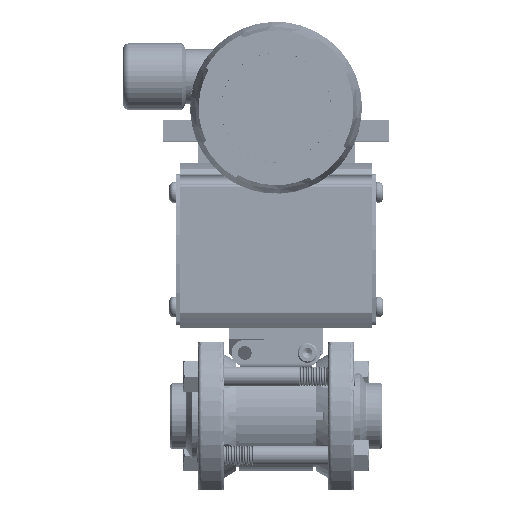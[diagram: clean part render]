
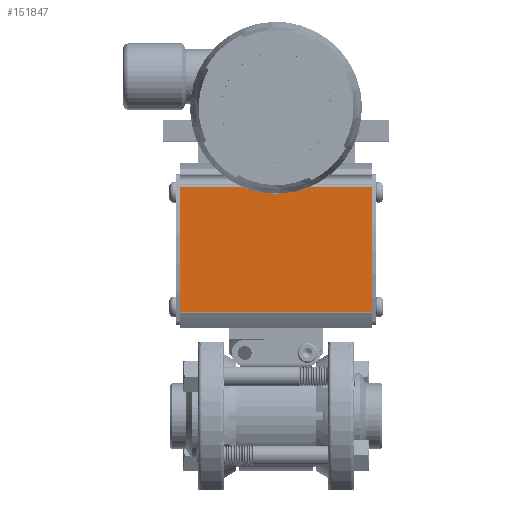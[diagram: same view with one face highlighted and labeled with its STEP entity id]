
A CAD part, top view. The second image highlights one B-rep face of the part: STEP entity #151847.
In plain terms, the highlighted planar face has unit normal (0, 0, 1).
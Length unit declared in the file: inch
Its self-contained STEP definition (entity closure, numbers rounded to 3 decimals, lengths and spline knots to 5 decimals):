
#1717 = AXIS2_PLACEMENT_3D ( 'NONE', #66574, #50604, #166847 ) ;
#12349 = VECTOR ( 'NONE', #105907, 39.37008 ) ;
#14939 = ORIENTED_EDGE ( 'NONE', *, *, #175535, .T. ) ;
#16602 = EDGE_CURVE ( 'NONE', #120306, #195616, #68148, .T. ) ;
#19498 = DIRECTION ( 'NONE',  ( 0., 1., 0. ) ) ;
#20667 = LINE ( 'NONE', #89520, #109148 ) ;
#20781 = DIRECTION ( 'NONE',  ( 1., 0., 0. ) ) ;
#23963 = VECTOR ( 'NONE', #19498, 39.37008 ) ;
#27705 = LINE ( 'NONE', #186392, #199221 ) ;
#45138 = EDGE_CURVE ( 'NONE', #169254, #76552, #20667, .T. ) ;
#50604 = DIRECTION ( 'NONE',  ( 0., 0., -1. ) ) ;
#56066 = DIRECTION ( 'NONE',  ( 0., -1., 0. ) ) ;
#56642 = LINE ( 'NONE', #89183, #12349 ) ;
#66574 = CARTESIAN_POINT ( 'NONE',  ( -5.04033, 3.6544, 1.17 ) ) ;
#68148 = LINE ( 'NONE', #152480, #23963 ) ;
#75625 = CARTESIAN_POINT ( 'NONE',  ( 1.5275, 1.65287, 1.17 ) ) ;
#76552 = VERTEX_POINT ( 'NONE', #75625 ) ;
#76565 = CARTESIAN_POINT ( 'NONE',  ( -1.5275, 3.64713, 1.17 ) ) ;
#81746 = ORIENTED_EDGE ( 'NONE', *, *, #45138, .F. ) ;
#89183 = CARTESIAN_POINT ( 'NONE',  ( -5.04033, 3.64713, 1.17 ) ) ;
#89520 = CARTESIAN_POINT ( 'NONE',  ( 1.5275, 3.6544, 1.17 ) ) ;
#103910 = ORIENTED_EDGE ( 'NONE', *, *, #140212, .T. ) ;
#105907 = DIRECTION ( 'NONE',  ( -1., 0., 0. ) ) ;
#109148 = VECTOR ( 'NONE', #56066, 39.37008 ) ;
#120306 = VERTEX_POINT ( 'NONE', #141036 ) ;
#133460 = PLANE ( 'NONE',  #1717 ) ;
#140212 = EDGE_CURVE ( 'NONE', #169254, #195616, #56642, .T. ) ;
#141036 = CARTESIAN_POINT ( 'NONE',  ( -1.5275, 1.65287, 1.17 ) ) ;
#147612 = CARTESIAN_POINT ( 'NONE',  ( 1.5275, 3.64713, 1.17 ) ) ;
#151847 = ADVANCED_FACE ( 'NONE', ( #197508 ), #133460, .F. ) ;
#151854 = ORIENTED_EDGE ( 'NONE', *, *, #16602, .F. ) ;
#152480 = CARTESIAN_POINT ( 'NONE',  ( -1.5275, 3.6544, 1.17 ) ) ;
#166847 = DIRECTION ( 'NONE',  ( 0., -1., 0. ) ) ;
#169254 = VERTEX_POINT ( 'NONE', #147612 ) ;
#175535 = EDGE_CURVE ( 'NONE', #120306, #76552, #27705, .T. ) ;
#186392 = CARTESIAN_POINT ( 'NONE',  ( -5.04033, 1.65287, 1.17 ) ) ;
#195616 = VERTEX_POINT ( 'NONE', #76565 ) ;
#197508 = FACE_OUTER_BOUND ( 'NONE', #211453, .T. ) ;
#199221 = VECTOR ( 'NONE', #20781, 39.37008 ) ;
#211453 = EDGE_LOOP ( 'NONE', ( #81746, #103910, #151854, #14939 ) ) ;
